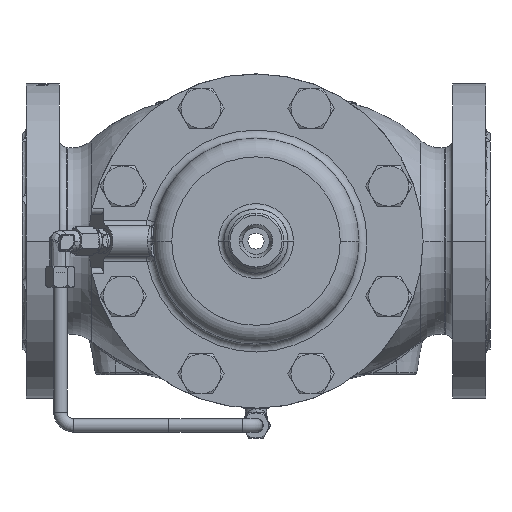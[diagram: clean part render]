
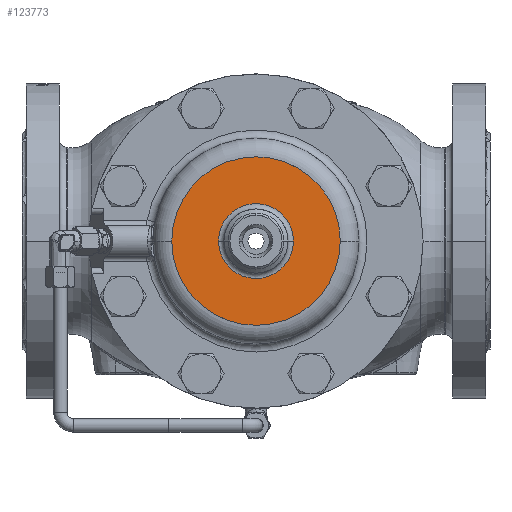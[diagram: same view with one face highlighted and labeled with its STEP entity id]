
A CAD part, front view. The second image highlights one B-rep face of the part: STEP entity #123773.
In plain terms, the highlighted planar face has unit normal (0, -1, 0).
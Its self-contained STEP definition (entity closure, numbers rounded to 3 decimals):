
#114348=CARTESIAN_POINT('',(0.,33.,0.));
#114349=DIRECTION('',(0.,1.,0.));
#114350=DIRECTION('',(1.,0.,0.));
#114351=AXIS2_PLACEMENT_3D('',#114348,#114349,#114350);
#114353=CARTESIAN_POINT('',(0.,33.,0.));
#114354=DIRECTION('',(0.,1.,0.));
#114355=DIRECTION('',(-1.,0.,0.));
#114356=AXIS2_PLACEMENT_3D('',#114353,#114354,#114355);
#114358=CARTESIAN_POINT('',(0.,33.,0.));
#114359=DIRECTION('',(0.,-1.,0.));
#114360=DIRECTION('',(-1.,0.,0.));
#114361=AXIS2_PLACEMENT_3D('',#114358,#114359,#114360);
#114363=CARTESIAN_POINT('',(0.,33.,0.));
#114364=DIRECTION('',(0.,-1.,0.));
#114365=DIRECTION('',(1.,0.,-0.027));
#114366=AXIS2_PLACEMENT_3D('',#114363,#114364,#114365);
#114368=CARTESIAN_POINT('',(0.,33.,0.));
#114369=DIRECTION('',(0.,-1.,0.));
#114370=DIRECTION('',(1.,0.,0.));
#114371=AXIS2_PLACEMENT_3D('',#114368,#114369,#114370);
#114373=CARTESIAN_POINT('',(0.,33.,0.));
#114374=DIRECTION('',(0.,-1.,0.));
#114375=DIRECTION('',(-1.,0.,0.027));
#114376=AXIS2_PLACEMENT_3D('',#114373,#114374,#114375);
#114388=CARTESIAN_POINT('',(0.,33.,0.));
#114389=DIRECTION('',(0.,-1.,0.));
#114390=DIRECTION('',(-1.,0.,0.));
#114391=AXIS2_PLACEMENT_3D('',#114388,#114389,#114390);
#115824=CARTESIAN_POINT('',(0.,33.,0.));
#115825=DIRECTION('',(0.,-1.,0.));
#115826=DIRECTION('',(1.,0.,0.));
#115827=AXIS2_PLACEMENT_3D('',#115824,#115825,#115826);
#122044=CARTESIAN_POINT('',(28.,33.,
0.));
#122045=CARTESIAN_POINT('',(-27.99,33.,
0.745));
#122046=VERTEX_POINT('',#122044);
#122047=VERTEX_POINT('',#122045);
#122048=CARTESIAN_POINT('',(-28.,33.,
0.));
#122049=VERTEX_POINT('',#122048);
#122050=CARTESIAN_POINT('',(63.,33.,-0.008));
#122051=CARTESIAN_POINT('',(-62.998,33.,-0.487));
#122052=VERTEX_POINT('',#122050);
#122053=VERTEX_POINT('',#122051);
#122054=CARTESIAN_POINT('',(-63.,33.,0.008));
#122055=VERTEX_POINT('',#122054);
#122056=CARTESIAN_POINT('',(62.998,33.,0.487));
#122057=VERTEX_POINT('',#122056);
#122058=CARTESIAN_POINT('',(27.99,33.,
-0.745));
#122059=VERTEX_POINT('',#122058);
#123750=CARTESIAN_POINT('',(0.,33.,0.));
#123751=DIRECTION('',(0.,-1.,0.));
#123752=DIRECTION('',(-1.,0.,0.));
#123753=AXIS2_PLACEMENT_3D('',#123750,#123751,#123752);
#123754=PLANE('',#123753);
#123756=ORIENTED_EDGE('',*,*,#123755,.T.);
#123758=ORIENTED_EDGE('',*,*,#123757,.F.);
#123760=ORIENTED_EDGE('',*,*,#123759,.T.);
#123762=ORIENTED_EDGE('',*,*,#123761,.F.);
#123763=EDGE_LOOP('',(#123756,#123758,#123760,#123762));
#123764=FACE_OUTER_BOUND('',#123763,.F.);
#123766=ORIENTED_EDGE('',*,*,#123765,.T.);
#123768=ORIENTED_EDGE('',*,*,#123767,.T.);
#123769=ORIENTED_EDGE('',*,*,#123739,.T.);
#123770=ORIENTED_EDGE('',*,*,#123737,.T.);
#123771=EDGE_LOOP('',(#123766,#123768,#123769,#123770));
#123772=FACE_BOUND('',#123771,.F.);
#123773=ADVANCED_FACE('',(#123764,#123772),#123754,.T.);
#114352=CIRCLE('',#114351,63.);
#114357=CIRCLE('',#114356,63.);
#114362=CIRCLE('',#114361,28.);
#114367=CIRCLE('',#114366,28.);
#114372=CIRCLE('',#114371,28.);
#114377=CIRCLE('',#114376,28.);
#114392=CIRCLE('',#114391,63.);
#115828=CIRCLE('',#115827,63.);
#123737=EDGE_CURVE('',#122047,#122049,#114377,.T.);
#123739=EDGE_CURVE('',#122046,#122047,#114372,.T.);
#123755=EDGE_CURVE('',#122052,#122053,#114352,.T.);
#123757=EDGE_CURVE('',#122055,#122053,#114392,.T.);
#123759=EDGE_CURVE('',#122055,#122057,#114357,.T.);
#123761=EDGE_CURVE('',#122052,#122057,#115828,.T.);
#123765=EDGE_CURVE('',#122049,#122059,#114362,.T.);
#123767=EDGE_CURVE('',#122059,#122046,#114367,.T.);
